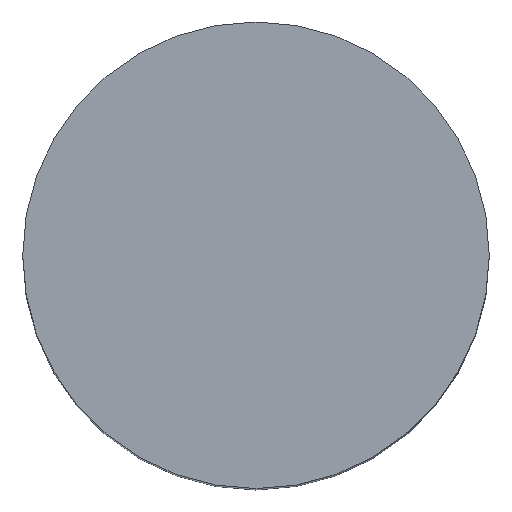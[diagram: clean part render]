
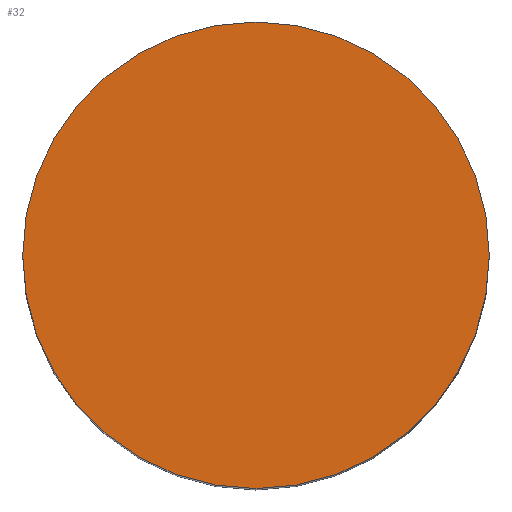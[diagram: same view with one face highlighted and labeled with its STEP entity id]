
A CAD part, top view. The second image highlights one B-rep face of the part: STEP entity #32.
In plain terms, the highlighted planar face has unit normal (0, 0, 1).
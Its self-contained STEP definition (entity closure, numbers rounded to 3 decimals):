
#1 = FACE_OUTER_BOUND ( 'NONE', #59, .T. ) ;
#3 = CIRCLE ( 'NONE', #51, 11. ) ;
#9 = ORIENTED_EDGE ( 'NONE', *, *, #47, .T. ) ;
#22 = EDGE_CURVE ( 'NONE', #40, #52, #74, .T. ) ;
#23 = DIRECTION ( 'NONE',  ( 0., 0., 1. ) ) ;
#24 = DIRECTION ( 'NONE',  ( 1., 0., 0. ) ) ;
#32 = ADVANCED_FACE ( 'NONE', ( #1 ), #36, .T. ) ;
#33 = DIRECTION ( 'NONE',  ( 0., 0., 1. ) ) ;
#34 = CARTESIAN_POINT ( 'NONE',  ( 0., 0., 30.667 ) ) ;
#36 = PLANE ( 'NONE',  #58 ) ;
#40 = VERTEX_POINT ( 'NONE', #45 ) ;
#43 = CARTESIAN_POINT ( 'NONE',  ( -11., 0., 30.667 ) ) ;
#45 = CARTESIAN_POINT ( 'NONE',  ( 11., 0., 30.667 ) ) ;
#47 = EDGE_CURVE ( 'NONE', #52, #40, #3, .T. ) ;
#51 = AXIS2_PLACEMENT_3D ( 'NONE', #82, #75, #73 ) ;
#52 = VERTEX_POINT ( 'NONE', #43 ) ;
#58 = AXIS2_PLACEMENT_3D ( 'NONE', #34, #33, #61 ) ;
#59 = EDGE_LOOP ( 'NONE', ( #9, #90 ) ) ;
#61 = DIRECTION ( 'NONE',  ( 1., 0., 0. ) ) ;
#64 = AXIS2_PLACEMENT_3D ( 'NONE', #111, #23, #24 ) ;
#73 = DIRECTION ( 'NONE',  ( 1., 0., 0. ) ) ;
#74 = CIRCLE ( 'NONE', #64, 11. ) ;
#75 = DIRECTION ( 'NONE',  ( 0., 0., 1. ) ) ;
#82 = CARTESIAN_POINT ( 'NONE',  ( 0., 0., 30.667 ) ) ;
#90 = ORIENTED_EDGE ( 'NONE', *, *, #22, .T. ) ;
#111 = CARTESIAN_POINT ( 'NONE',  ( 0., 0., 30.667 ) ) ;
